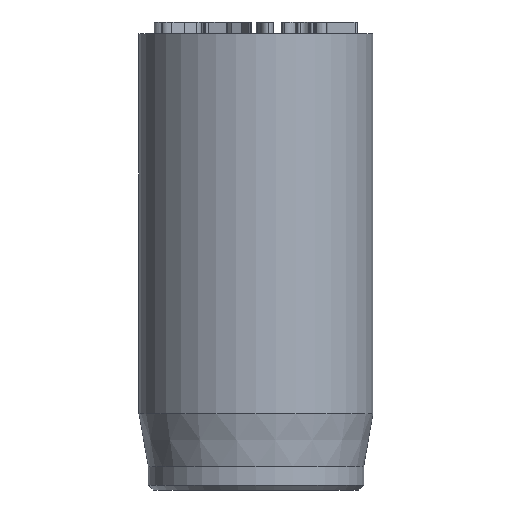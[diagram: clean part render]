
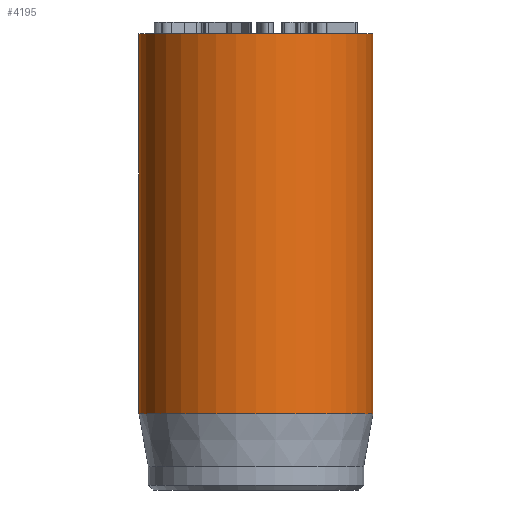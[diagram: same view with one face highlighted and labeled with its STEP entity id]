
A CAD part, front view. The second image highlights one B-rep face of the part: STEP entity #4195.
In plain terms, the highlighted cylindrical face has radius 5 mm (diameter 10 mm), a full revolution.
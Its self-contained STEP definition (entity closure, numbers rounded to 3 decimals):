
#32=CYLINDRICAL_SURFACE('',#4361,5.);
#44=CIRCLE('',#4328,5.);
#60=CIRCLE('',#4359,5.);
#61=CIRCLE('',#4360,5.);
#380=FACE_OUTER_BOUND('',#630,.T.);
#630=EDGE_LOOP('',(#3752,#3753,#3754,#3755,#3756));
#935=LINE('',#8004,#1246);
#1246=VECTOR('',#4862,5.);
#1927=VERTEX_POINT('',#7943);
#1943=VERTEX_POINT('',#7998);
#1944=VERTEX_POINT('',#7999);
#2526=EDGE_CURVE('',#1927,#1927,#44,.T.);
#2550=EDGE_CURVE('',#1943,#1944,#60,.T.);
#2551=EDGE_CURVE('',#1944,#1943,#61,.T.);
#2553=EDGE_CURVE('',#1927,#1943,#935,.T.);
#3752=ORIENTED_EDGE('',*,*,#2526,.T.);
#3753=ORIENTED_EDGE('',*,*,#2553,.T.);
#3754=ORIENTED_EDGE('',*,*,#2550,.T.);
#3755=ORIENTED_EDGE('',*,*,#2551,.T.);
#3756=ORIENTED_EDGE('',*,*,#2553,.F.);
#4195=ADVANCED_FACE('',(#380),#32,.T.);
#4328=AXIS2_PLACEMENT_3D('',#7944,#4785,#4786);
#4359=AXIS2_PLACEMENT_3D('',#8000,#4855,#4856);
#4360=AXIS2_PLACEMENT_3D('',#8001,#4857,#4858);
#4361=AXIS2_PLACEMENT_3D('',#8003,#4860,#4861);
#4785=DIRECTION('center_axis',(0.,0.,-1.));
#4786=DIRECTION('ref_axis',(-1.,0.,0.));
#4855=DIRECTION('center_axis',(0.,0.,1.));
#4856=DIRECTION('ref_axis',(-1.,0.,0.));
#4857=DIRECTION('center_axis',(0.,0.,1.));
#4858=DIRECTION('ref_axis',(-1.,0.,0.));
#4860=DIRECTION('center_axis',(0.,0.,1.));
#4861=DIRECTION('ref_axis',(-1.,0.,0.));
#4862=DIRECTION('',(0.,0.,-1.));
#7943=CARTESIAN_POINT('',(5.,0.,19.5));
#7944=CARTESIAN_POINT('Origin',(0.,0.,19.5));
#7998=CARTESIAN_POINT('',(5.,0.,3.269));
#7999=CARTESIAN_POINT('',(-5.,0.,3.269));
#8000=CARTESIAN_POINT('Origin',(0.,0.,3.269));
#8001=CARTESIAN_POINT('Origin',(0.,0.,3.269));
#8003=CARTESIAN_POINT('Origin',(0.,0.,0.));
#8004=CARTESIAN_POINT('',(5.,0.,0.));
